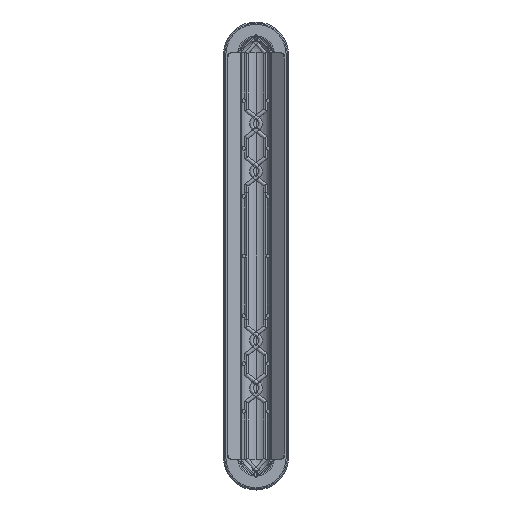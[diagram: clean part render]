
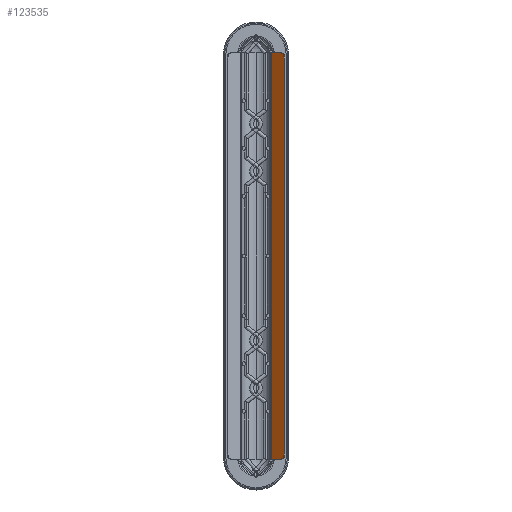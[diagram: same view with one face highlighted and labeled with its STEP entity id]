
A CAD part, left-side view. The second image highlights one B-rep face of the part: STEP entity #123535.
In plain terms, the highlighted planar face has unit normal (-0.766, 0.643, 0).
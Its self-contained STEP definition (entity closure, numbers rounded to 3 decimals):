
#222 = DIRECTION ( 'NONE',  ( -0.643, -0.766, 0. ) ) ;
#231 = EDGE_CURVE ( 'NONE', #87752, #163517, #191790, .T. ) ;
#1197 = LINE ( 'NONE', #141142, #43149 ) ;
#1716 = CARTESIAN_POINT ( 'NONE',  ( -2022.642, -23.491, -166. ) ) ;
#3502 = DIRECTION ( 'NONE',  ( 0., 0., -1. ) ) ;
#4660 = FACE_OUTER_BOUND ( 'NONE', #16923, .T. ) ;
#5877 = VECTOR ( 'NONE', #222, 1000. ) ;
#12228 = ORIENTED_EDGE ( 'NONE', *, *, #160492, .F. ) ;
#16923 = EDGE_LOOP ( 'NONE', ( #12228, #20488, #42136, #36559, #94140, #142184 ) ) ;
#20488 = ORIENTED_EDGE ( 'NONE', *, *, #55783, .T. ) ;
#20766 = VERTEX_POINT ( 'NONE', #84734 ) ;
#21420 = DIRECTION ( 'NONE',  ( -0.766, 0.643, 0. ) ) ;
#22101 = CARTESIAN_POINT ( 'NONE',  ( -2022.642, -23.491, 171. ) ) ;
#22416 = DIRECTION ( 'NONE',  ( 0.643, 0.766, 0. ) ) ;
#25089 = DIRECTION ( 'NONE',  ( 0., 0., -1. ) ) ;
#34510 = DIRECTION ( 'NONE',  ( 0.643, 0.766, 0. ) ) ;
#35728 = VERTEX_POINT ( 'NONE', #1716 ) ;
#36559 = ORIENTED_EDGE ( 'NONE', *, *, #231, .T. ) ;
#38137 = EDGE_CURVE ( 'NONE', #163517, #109856, #1197, .T. ) ;
#41680 = VECTOR ( 'NONE', #3502, 1000. ) ;
#42136 = ORIENTED_EDGE ( 'NONE', *, *, #81109, .F. ) ;
#43149 = VECTOR ( 'NONE', #140138, 1000. ) ;
#53739 = DIRECTION ( 'NONE',  ( 0.643, 0.766, 0. ) ) ;
#55783 = EDGE_CURVE ( 'NONE', #20766, #197918, #100350, .T. ) ;
#69390 = CARTESIAN_POINT ( 'NONE',  ( -2022.642, -23.491, 171. ) ) ;
#70378 = LINE ( 'NONE', #109298, #5877 ) ;
#70436 = LINE ( 'NONE', #69390, #111977 ) ;
#72893 = CARTESIAN_POINT ( 'NONE',  ( -2019.428, -19.66, 171. ) ) ;
#79612 = AXIS2_PLACEMENT_3D ( 'NONE', #101610, #21420, #22416 ) ;
#81109 = EDGE_CURVE ( 'NONE', #87752, #197918, #70378, .T. ) ;
#82837 = DIRECTION ( 'NONE',  ( 0.766, -0.643, 0. ) ) ;
#84734 = CARTESIAN_POINT ( 'NONE',  ( -2022.642, -23.491, 166. ) ) ;
#87752 = VERTEX_POINT ( 'NONE', #90530 ) ;
#90530 = CARTESIAN_POINT ( 'NONE',  ( -2013.599, -12.714, 171. ) ) ;
#92841 = CIRCLE ( 'NONE', #79612, 5. ) ;
#94140 = ORIENTED_EDGE ( 'NONE', *, *, #38137, .T. ) ;
#100282 = PLANE ( 'NONE',  #109278 ) ;
#100350 = CIRCLE ( 'NONE', #156357, 5. ) ;
#101610 = CARTESIAN_POINT ( 'NONE',  ( -2019.428, -19.66, -166. ) ) ;
#109278 = AXIS2_PLACEMENT_3D ( 'NONE', #22101, #82837, #34510 ) ;
#109298 = CARTESIAN_POINT ( 'NONE',  ( -2022.642, -23.491, 171. ) ) ;
#109856 = VERTEX_POINT ( 'NONE', #126554 ) ;
#111977 = VECTOR ( 'NONE', #25089, 1000. ) ;
#123535 = ADVANCED_FACE ( 'NONE', ( #4660 ), #100282, .F. ) ;
#126554 = CARTESIAN_POINT ( 'NONE',  ( -2019.428, -19.66, -171. ) ) ;
#130055 = CARTESIAN_POINT ( 'NONE',  ( -2013.599, -12.714, 171. ) ) ;
#130897 = CARTESIAN_POINT ( 'NONE',  ( -2019.428, -19.66, 166. ) ) ;
#132933 = CARTESIAN_POINT ( 'NONE',  ( -2013.599, -12.714, -171. ) ) ;
#140138 = DIRECTION ( 'NONE',  ( -0.643, -0.766, 0. ) ) ;
#141142 = CARTESIAN_POINT ( 'NONE',  ( -2022.642, -23.491, -171. ) ) ;
#142184 = ORIENTED_EDGE ( 'NONE', *, *, #181604, .T. ) ;
#147376 = DIRECTION ( 'NONE',  ( -0.766, 0.643, 0. ) ) ;
#156357 = AXIS2_PLACEMENT_3D ( 'NONE', #130897, #147376, #53739 ) ;
#160492 = EDGE_CURVE ( 'NONE', #20766, #35728, #70436, .T. ) ;
#163517 = VERTEX_POINT ( 'NONE', #132933 ) ;
#181604 = EDGE_CURVE ( 'NONE', #109856, #35728, #92841, .T. ) ;
#191790 = LINE ( 'NONE', #130055, #41680 ) ;
#197918 = VERTEX_POINT ( 'NONE', #72893 ) ;
